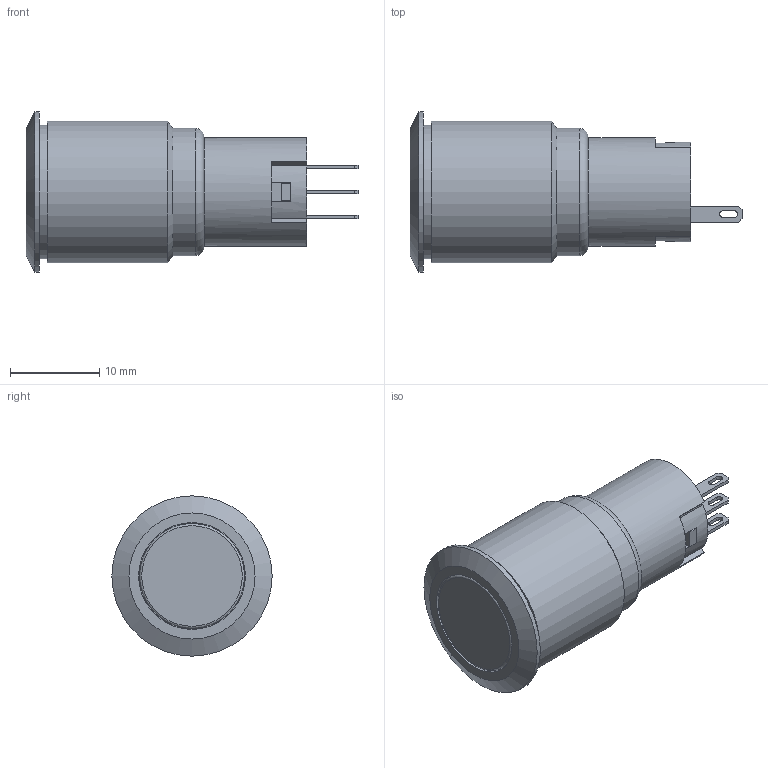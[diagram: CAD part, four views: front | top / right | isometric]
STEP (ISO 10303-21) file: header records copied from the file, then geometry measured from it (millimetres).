
FILE_DESCRIPTION(/* description */ (''),/* implementation_level */ '2;1');
FILE_NAME(/* name */ 'PV3F2B0xx.stp',/* time_stamp */ '2021-11-17T10:28:12-06:00',/* author */ ('mwilliams'),/* organization */ (''),/* preprocessor_version */ 'ST-DEVELOPER v18',/* originating_system */ 'Autodesk Inventor 2020',/* authorisation */ '');
FILE_SCHEMA (('AUTOMOTIVE_DESIGN { 1 0 10303 214 3 1 1 }'));
Length unit declared in the file: inch
Products named in the file (1): PV3F2B0SS_Shrinkwrap_1
Bounding box: 37.3 x 18 x 18 mm (x, y, z)
Volume: 3198.8 mm3; surface area: 3645.1 mm2
Topology: 6 solids, 6 shells, 337 faces, 872 edges, 579 vertices
Faces by surface type: plane 239, bspline 68, cylinder 25, torus 3, cone 2
Full cylindrical faces by diameter (mm): 11 x1, 11.8 x1, 12 x2, 12.2 x1, 14.3 x1, 15 x1, 15.9 x1, 18 x1
Entity records: 10728 total; most frequent: CARTESIAN_POINT 2785, ORIENTED_EDGE 1744, DIRECTION 1368, EDGE_CURVE 872, LINE 644, VECTOR 644, VERTEX_POINT 579, EDGE_LOOP 383
